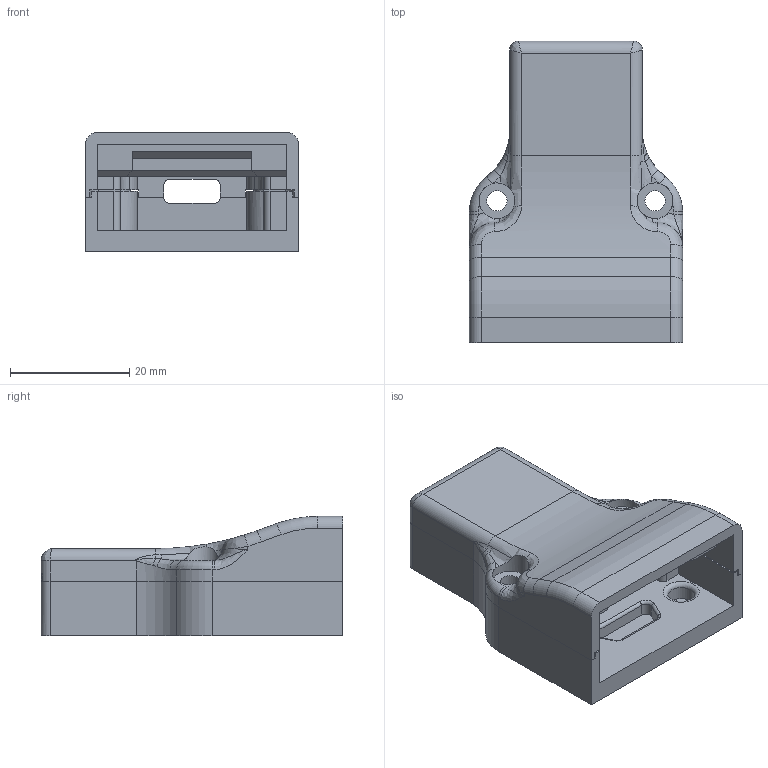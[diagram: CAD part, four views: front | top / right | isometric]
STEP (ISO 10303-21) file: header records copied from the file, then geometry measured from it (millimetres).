
FILE_DESCRIPTION(/* description */ (''),/* implementation_level */ '2;1');
FILE_NAME(/* name */ 'Logitech Sim Racing Adapter Case.step',/* time_stamp */ '2022-05-31T17:47:20-04:00',/* author */ (''),/* organization */ (''),/* preprocessor_version */ 'ST-DEVELOPER v19',/* originating_system */ 'Autodesk Translation Framework v11.7.0.108',/* authorisation */ '');
FILE_SCHEMA (('AUTOMOTIVE_DESIGN { 1 0 10303 214 3 1 1 }'));
Length unit declared in the file: millimetre
Products named in the file (1): Logitech Sim Racing Adapter Case
Bounding box: 35.74 x 50.56 x 20 mm (x, y, z)
Volume: 11992.3 mm3; surface area: 10525.6 mm2
Topology: 2 solids, 2 shells, 250 faces, 673 edges, 429 vertices
Faces by surface type: plane 121, cylinder 83, bspline 26, torus 20
Full cylindrical faces by diameter (mm): 3.4 x4, 4.5 x2, 6 x2
Entity records: 8649 total; most frequent: CARTESIAN_POINT 2393, ORIENTED_EDGE 1340, DIRECTION 1257, EDGE_CURVE 670, AXIS2_PLACEMENT_3D 433, VERTEX_POINT 429, LINE 391, VECTOR 391
